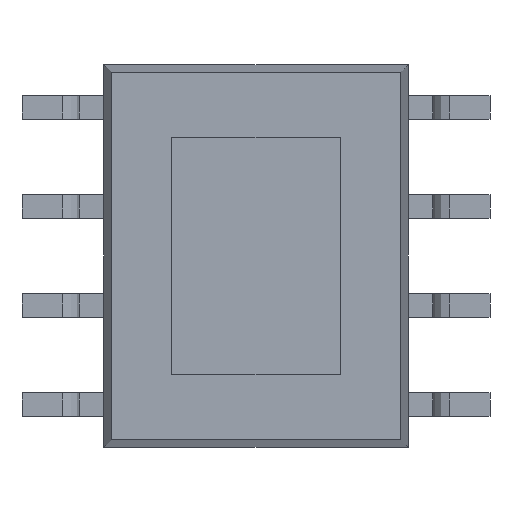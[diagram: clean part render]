
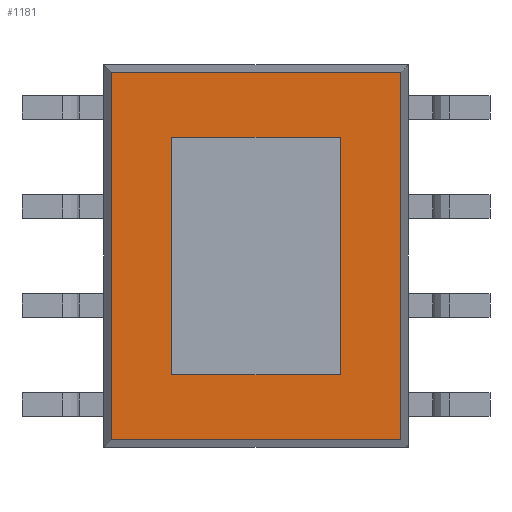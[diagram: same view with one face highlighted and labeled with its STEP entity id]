
A CAD part, front view. The second image highlights one B-rep face of the part: STEP entity #1181.
In plain terms, the highlighted planar face has unit normal (0, -1, 0).
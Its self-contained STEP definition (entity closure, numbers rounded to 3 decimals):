
#1039 = VERTEX_POINT('',#1040);
#1040 = CARTESIAN_POINT('',(1.857,0.17,2.357));
#1046 = EDGE_CURVE('',#1039,#1047,#1049,.T.);
#1047 = VERTEX_POINT('',#1048);
#1048 = CARTESIAN_POINT('',(1.857,0.17,-2.357));
#1049 = LINE('',#1050,#1051);
#1050 = CARTESIAN_POINT('',(1.857,0.17,6.511));
#1051 = VECTOR('',#1052,1.);
#1052 = DIRECTION('',(0.,0.,-1.));
#1162 = EDGE_CURVE('',#1047,#1163,#1165,.T.);
#1163 = VERTEX_POINT('',#1164);
#1164 = CARTESIAN_POINT('',(-1.857,0.17,-2.357));
#1165 = LINE('',#1166,#1167);
#1166 = CARTESIAN_POINT('',(6.511,0.17,-2.357));
#1167 = VECTOR('',#1168,1.);
#1168 = DIRECTION('',(-1.,0.,0.));
#1181 = ADVANCED_FACE('',(#1182),#1200,.F.);
#1182 = FACE_BOUND('',#1183,.F.);
#1183 = EDGE_LOOP('',(#1184,#1192,#1193,#1194));
#1184 = ORIENTED_EDGE('',*,*,#1185,.F.);
#1185 = EDGE_CURVE('',#1039,#1186,#1188,.T.);
#1186 = VERTEX_POINT('',#1187);
#1187 = CARTESIAN_POINT('',(-1.857,0.17,2.357));
#1188 = LINE('',#1189,#1190);
#1189 = CARTESIAN_POINT('',(6.511,0.17,2.357));
#1190 = VECTOR('',#1191,1.);
#1191 = DIRECTION('',(-1.,0.,0.));
#1192 = ORIENTED_EDGE('',*,*,#1046,.T.);
#1193 = ORIENTED_EDGE('',*,*,#1162,.T.);
#1194 = ORIENTED_EDGE('',*,*,#1195,.F.);
#1195 = EDGE_CURVE('',#1186,#1163,#1196,.T.);
#1196 = LINE('',#1197,#1198);
#1197 = CARTESIAN_POINT('',(-1.857,0.17,6.511));
#1198 = VECTOR('',#1199,1.);
#1199 = DIRECTION('',(0.,0.,-1.));
#1200 = PLANE('',#1201);
#1201 = AXIS2_PLACEMENT_3D('',#1202,#1203,#1204);
#1202 = CARTESIAN_POINT('',(0.,0.17,0.));
#1203 = DIRECTION('',(0.,1.,0.));
#1204 = DIRECTION('',(0.,0.,1.));
